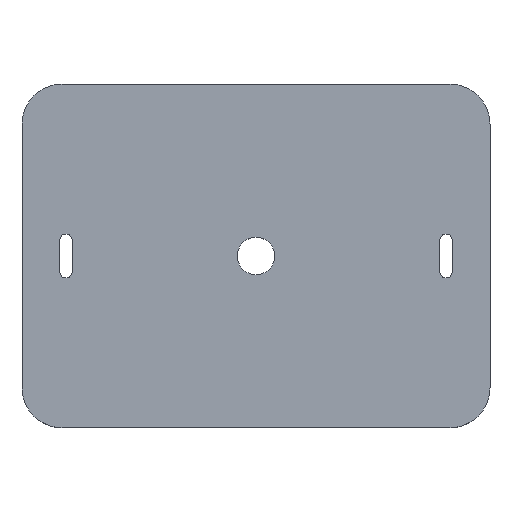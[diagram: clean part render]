
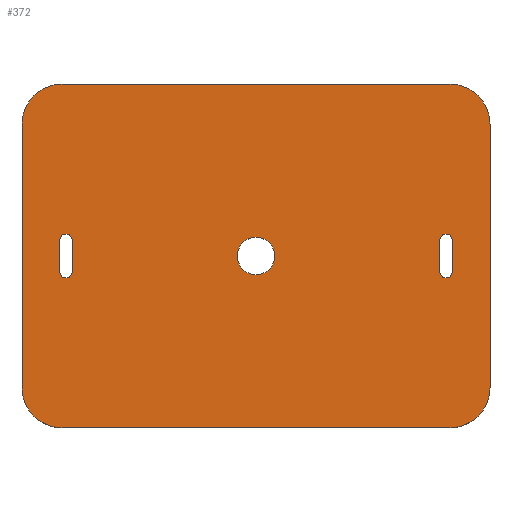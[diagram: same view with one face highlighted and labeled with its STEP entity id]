
A CAD part, top view. The second image highlights one B-rep face of the part: STEP entity #372.
In plain terms, the highlighted planar face has unit normal (0, 0, 1).
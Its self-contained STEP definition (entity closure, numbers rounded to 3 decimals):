
#15=FACE_BOUND('',#85,.T.);
#16=FACE_BOUND('',#86,.T.);
#17=FACE_BOUND('',#87,.T.);
#22=CIRCLE('',#400,5.);
#24=CIRCLE('',#404,5.);
#25=CIRCLE('',#406,15.);
#28=CIRCLE('',#411,5.);
#30=CIRCLE('',#415,5.);
#32=CIRCLE('',#419,32.);
#34=CIRCLE('',#423,32.);
#36=CIRCLE('',#427,32.);
#38=CIRCLE('',#431,32.);
#65=FACE_OUTER_BOUND('',#84,.T.);
#84=EDGE_LOOP('',(#311,#312,#313,#314,#315,#316,#317,#318));
#85=EDGE_LOOP('',(#319,#320,#321,#322));
#86=EDGE_LOOP('',(#323));
#87=EDGE_LOOP('',(#324,#325,#326,#327));
#94=LINE('',#551,#127);
#98=LINE('',#563,#131);
#103=LINE('',#581,#136);
#107=LINE('',#593,#140);
#111=LINE('',#605,#144);
#115=LINE('',#617,#148);
#119=LINE('',#629,#152);
#123=LINE('',#641,#156);
#127=VECTOR('',#440,10.);
#131=VECTOR('',#452,10.);
#136=VECTOR('',#471,10.);
#140=VECTOR('',#483,10.);
#144=VECTOR('',#495,10.);
#148=VECTOR('',#507,10.);
#152=VECTOR('',#519,10.);
#156=VECTOR('',#531,10.);
#160=VERTEX_POINT('',#548);
#161=VERTEX_POINT('',#550);
#163=VERTEX_POINT('',#556);
#165=VERTEX_POINT('',#562);
#166=VERTEX_POINT('',#569);
#170=VERTEX_POINT('',#578);
#171=VERTEX_POINT('',#580);
#173=VERTEX_POINT('',#586);
#175=VERTEX_POINT('',#592);
#178=VERTEX_POINT('',#602);
#179=VERTEX_POINT('',#604);
#181=VERTEX_POINT('',#610);
#183=VERTEX_POINT('',#616);
#185=VERTEX_POINT('',#622);
#187=VERTEX_POINT('',#628);
#189=VERTEX_POINT('',#634);
#191=VERTEX_POINT('',#640);
#194=EDGE_CURVE('',#161,#160,#94,.T.);
#197=EDGE_CURVE('',#163,#161,#22,.T.);
#200=EDGE_CURVE('',#165,#163,#98,.T.);
#203=EDGE_CURVE('',#160,#165,#24,.T.);
#204=EDGE_CURVE('',#166,#166,#25,.T.);
#209=EDGE_CURVE('',#171,#170,#103,.T.);
#212=EDGE_CURVE('',#173,#171,#28,.T.);
#215=EDGE_CURVE('',#175,#173,#107,.T.);
#218=EDGE_CURVE('',#170,#175,#30,.T.);
#221=EDGE_CURVE('',#179,#178,#111,.T.);
#224=EDGE_CURVE('',#181,#179,#32,.T.);
#227=EDGE_CURVE('',#183,#181,#115,.T.);
#230=EDGE_CURVE('',#185,#183,#34,.T.);
#233=EDGE_CURVE('',#187,#185,#119,.T.);
#236=EDGE_CURVE('',#189,#187,#36,.T.);
#239=EDGE_CURVE('',#191,#189,#123,.T.);
#242=EDGE_CURVE('',#178,#191,#38,.T.);
#311=ORIENTED_EDGE('',*,*,#242,.T.);
#312=ORIENTED_EDGE('',*,*,#239,.T.);
#313=ORIENTED_EDGE('',*,*,#236,.T.);
#314=ORIENTED_EDGE('',*,*,#233,.T.);
#315=ORIENTED_EDGE('',*,*,#230,.T.);
#316=ORIENTED_EDGE('',*,*,#227,.T.);
#317=ORIENTED_EDGE('',*,*,#224,.T.);
#318=ORIENTED_EDGE('',*,*,#221,.T.);
#319=ORIENTED_EDGE('',*,*,#200,.T.);
#320=ORIENTED_EDGE('',*,*,#197,.T.);
#321=ORIENTED_EDGE('',*,*,#194,.T.);
#322=ORIENTED_EDGE('',*,*,#203,.T.);
#323=ORIENTED_EDGE('',*,*,#204,.T.);
#324=ORIENTED_EDGE('',*,*,#215,.T.);
#325=ORIENTED_EDGE('',*,*,#212,.T.);
#326=ORIENTED_EDGE('',*,*,#209,.T.);
#327=ORIENTED_EDGE('',*,*,#218,.T.);
#353=PLANE('',#432);
#372=ADVANCED_FACE('',(#65,#15,#16,#17),#353,.T.);
#400=AXIS2_PLACEMENT_3D('',#557,#446,#447);
#404=AXIS2_PLACEMENT_3D('',#567,#458,#459);
#406=AXIS2_PLACEMENT_3D('',#570,#462,#463);
#411=AXIS2_PLACEMENT_3D('',#587,#477,#478);
#415=AXIS2_PLACEMENT_3D('',#597,#489,#490);
#419=AXIS2_PLACEMENT_3D('',#611,#501,#502);
#423=AXIS2_PLACEMENT_3D('',#623,#513,#514);
#427=AXIS2_PLACEMENT_3D('',#635,#525,#526);
#431=AXIS2_PLACEMENT_3D('',#645,#537,#538);
#432=AXIS2_PLACEMENT_3D('',#646,#539,#540);
#440=DIRECTION('',(0.,1.,0.));
#446=DIRECTION('center_axis',(0.,0.,-1.));
#447=DIRECTION('ref_axis',(-1.,0.,0.));
#452=DIRECTION('',(0.,-1.,0.));
#458=DIRECTION('center_axis',(0.,0.,-1.));
#459=DIRECTION('ref_axis',(1.,0.,0.));
#462=DIRECTION('center_axis',(0.,0.,-1.));
#463=DIRECTION('ref_axis',(1.,0.,0.));
#471=DIRECTION('',(0.,1.,0.));
#477=DIRECTION('center_axis',(0.,0.,-1.));
#478=DIRECTION('ref_axis',(-1.,0.,0.));
#483=DIRECTION('',(0.,-1.,0.));
#489=DIRECTION('center_axis',(0.,0.,-1.));
#490=DIRECTION('ref_axis',(1.,0.,0.));
#495=DIRECTION('',(1.,0.,0.));
#501=DIRECTION('center_axis',(0.,0.,1.));
#502=DIRECTION('ref_axis',(-1.,0.,0.));
#507=DIRECTION('',(0.,-1.,0.));
#513=DIRECTION('center_axis',(0.,0.,1.));
#514=DIRECTION('ref_axis',(0.,1.,0.));
#519=DIRECTION('',(-1.,0.,0.));
#525=DIRECTION('center_axis',(0.,0.,1.));
#526=DIRECTION('ref_axis',(1.,0.,0.));
#531=DIRECTION('',(0.,1.,0.));
#537=DIRECTION('center_axis',(0.,0.,1.));
#538=DIRECTION('ref_axis',(0.,-1.,0.));
#539=DIRECTION('center_axis',(0.,0.,1.));
#540=DIRECTION('ref_axis',(1.,0.,0.));
#548=CARTESIAN_POINT('',(333.,149.5,18.));
#550=CARTESIAN_POINT('',(333.,124.5,18.));
#551=CARTESIAN_POINT('',(333.,130.75,18.));
#556=CARTESIAN_POINT('',(343.,124.5,18.));
#557=CARTESIAN_POINT('Origin',(338.,124.5,18.));
#562=CARTESIAN_POINT('',(343.,149.5,18.));
#563=CARTESIAN_POINT('',(343.,143.25,18.));
#567=CARTESIAN_POINT('Origin',(338.,149.5,18.));
#569=CARTESIAN_POINT('',(171.5,137.,18.));
#570=CARTESIAN_POINT('Origin',(186.5,137.,18.));
#578=CARTESIAN_POINT('',(30.,149.5,18.));
#580=CARTESIAN_POINT('',(30.,124.5,18.));
#581=CARTESIAN_POINT('',(30.,130.75,18.));
#586=CARTESIAN_POINT('',(40.,124.5,18.));
#587=CARTESIAN_POINT('Origin',(35.,124.5,18.));
#592=CARTESIAN_POINT('',(40.,149.5,18.));
#593=CARTESIAN_POINT('',(40.,143.25,18.));
#597=CARTESIAN_POINT('Origin',(35.,149.5,18.));
#602=CARTESIAN_POINT('',(341.,0.,18.));
#604=CARTESIAN_POINT('',(32.,0.,18.));
#605=CARTESIAN_POINT('',(32.,0.,18.));
#610=CARTESIAN_POINT('',(0.,32.,18.));
#611=CARTESIAN_POINT('Origin',(32.,32.,18.));
#616=CARTESIAN_POINT('',(0.,242.,18.));
#617=CARTESIAN_POINT('',(0.,242.,18.));
#622=CARTESIAN_POINT('',(32.,274.,18.));
#623=CARTESIAN_POINT('Origin',(32.,242.,18.));
#628=CARTESIAN_POINT('',(341.,274.,18.));
#629=CARTESIAN_POINT('',(341.,274.,18.));
#634=CARTESIAN_POINT('',(373.,242.,18.));
#635=CARTESIAN_POINT('Origin',(341.,242.,18.));
#640=CARTESIAN_POINT('',(373.,32.,18.));
#641=CARTESIAN_POINT('',(373.,32.,18.));
#645=CARTESIAN_POINT('Origin',(341.,32.,18.));
#646=CARTESIAN_POINT('Origin',(186.5,137.,18.));
